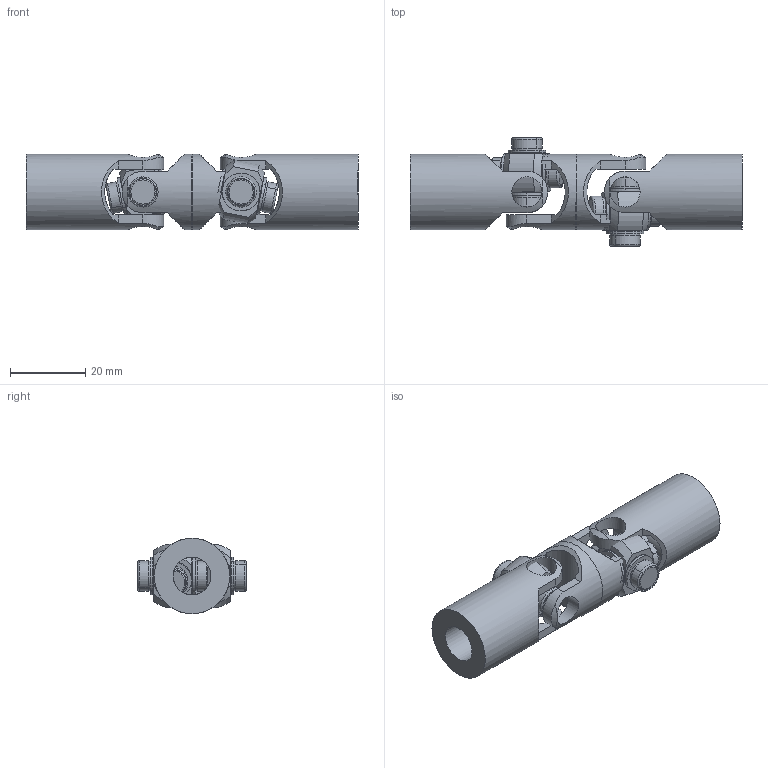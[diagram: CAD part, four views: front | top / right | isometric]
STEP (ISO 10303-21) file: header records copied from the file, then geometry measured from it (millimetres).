
FILE_DESCRIPTION(/* description */ ('Alibre Inc.'),/* implementation_level */ '2;1');
FILE_NAME(/* name */ 'export0',/* time_stamp */ '2012-08-13T16:08:13+02:00',/* author */ (''),/* organization */ (''),/* preprocessor_version */ 'ST-DEVELOPER v12',/* originating_system */ 'Alibre',/* authorisation */ '');
FILE_SCHEMA (('CONFIG_CONTROL_DESIGN'));
Length unit declared in the file: centimetre
Products named in the file (5): ID_1
Bounding box: 88 x 28.8 x 20 mm (x, y, z)
Volume: 19168.7 mm3; surface area: 15015.2 mm2
Topology: 22 solids, 22 shells, 386 faces, 884 edges, 554 vertices
Faces by surface type: cylinder 158, plane 100, cone 64, torus 64
Full cylindrical faces by diameter (mm): 8 x8, 10 x2, 20 x4
Entity records: 6788 total; most frequent: CARTESIAN_POINT 1516, DIRECTION 995, ORIENTED_EDGE 950, EDGE_CURVE 475, AXIS2_PLACEMENT_3D 465, VERTEX_POINT 303, EDGE_LOOP 256, FACE_BOUND 256
